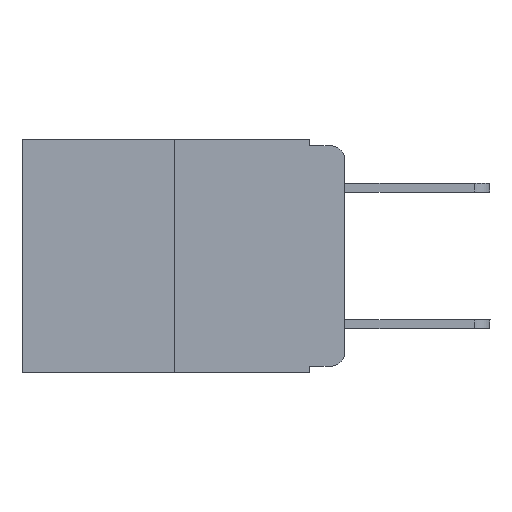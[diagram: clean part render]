
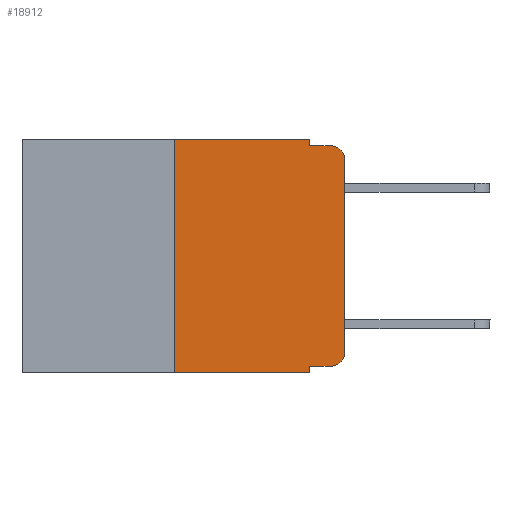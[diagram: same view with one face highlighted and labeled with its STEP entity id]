
A CAD part, left-side view. The second image highlights one B-rep face of the part: STEP entity #18912.
In plain terms, the highlighted planar face has unit normal (-1, 0, 0).
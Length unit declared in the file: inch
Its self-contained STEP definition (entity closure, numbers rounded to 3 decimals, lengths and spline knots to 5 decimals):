
#340 = DIRECTION ( 'NONE',  ( 0., 0., -1. ) ) ;
#826 = AXIS2_PLACEMENT_3D ( 'NONE', #13901, #15610, #20161 ) ;
#1032 = PLANE ( 'NONE',  #826 ) ;
#1034 = CARTESIAN_POINT ( 'NONE',  ( 0., 0.051, 0. ) ) ;
#1200 = VECTOR ( 'NONE', #10960, 39.37008 ) ;
#1948 = LINE ( 'NONE', #1034, #7254 ) ;
#2015 = VERTEX_POINT ( 'NONE', #2358 ) ;
#2358 = CARTESIAN_POINT ( 'NONE',  ( 0., 0.02, -0.01 ) ) ;
#2719 = CARTESIAN_POINT ( 'NONE',  ( 0., 0.051, 0. ) ) ;
#2967 = EDGE_CURVE ( 'NONE', #10100, #12967, #7143, .T. ) ;
#3278 = EDGE_CURVE ( 'NONE', #10855, #5809, #10420, .T. ) ;
#3658 = CARTESIAN_POINT ( 'NONE',  ( 0., 0.473, -0.343 ) ) ;
#4203 = DIRECTION ( 'NONE',  ( 0., 0., 1. ) ) ;
#5055 = DIRECTION ( 'NONE',  ( -1., 0., 0. ) ) ;
#5123 = VECTOR ( 'NONE', #5779, 39.37008 ) ;
#5301 = LINE ( 'NONE', #13822, #17920 ) ;
#5680 = CARTESIAN_POINT ( 'NONE',  ( 0., 0., -0.313 ) ) ;
#5770 = CARTESIAN_POINT ( 'NONE',  ( 0., 0.051, -0.01 ) ) ;
#5779 = DIRECTION ( 'NONE',  ( 0., 0., -1. ) ) ;
#5809 = VERTEX_POINT ( 'NONE', #5770 ) ;
#6016 = CARTESIAN_POINT ( 'NONE',  ( 0., 0.25, -0.343 ) ) ;
#6348 = EDGE_CURVE ( 'NONE', #5809, #2015, #8355, .T. ) ;
#6489 = ORIENTED_EDGE ( 'NONE', *, *, #2967, .T. ) ;
#6596 = DIRECTION ( 'NONE',  ( 0., 0., -1. ) ) ;
#6972 = EDGE_CURVE ( 'NONE', #11724, #20763, #5301, .T. ) ;
#7143 = LINE ( 'NONE', #3658, #16270 ) ;
#7254 = VECTOR ( 'NONE', #8374, 39.37008 ) ;
#7336 = VECTOR ( 'NONE', #10769, 39.37008 ) ;
#7542 = VERTEX_POINT ( 'NONE', #11355 ) ;
#7652 = ORIENTED_EDGE ( 'NONE', *, *, #6972, .T. ) ;
#7984 = EDGE_CURVE ( 'NONE', #19874, #12967, #1948, .T. ) ;
#8024 = FACE_OUTER_BOUND ( 'NONE', #16296, .T. ) ;
#8355 = LINE ( 'NONE', #18956, #7336 ) ;
#8374 = DIRECTION ( 'NONE',  ( 0., 0., -1. ) ) ;
#8944 = DIRECTION ( 'NONE',  ( 0., 0., 1. ) ) ;
#9069 = CARTESIAN_POINT ( 'NONE',  ( 0., 0.25, 0. ) ) ;
#9830 = CARTESIAN_POINT ( 'NONE',  ( 0., 0.02, -0.313 ) ) ;
#9919 = EDGE_CURVE ( 'NONE', #7542, #10855, #20302, .T. ) ;
#10100 = VERTEX_POINT ( 'NONE', #6016 ) ;
#10314 = ORIENTED_EDGE ( 'NONE', *, *, #13692, .T. ) ;
#10420 = LINE ( 'NONE', #2719, #5123 ) ;
#10509 = ORIENTED_EDGE ( 'NONE', *, *, #3278, .F. ) ;
#10600 = AXIS2_PLACEMENT_3D ( 'NONE', #9830, #5055, #6596 ) ;
#10711 = CARTESIAN_POINT ( 'NONE',  ( 0., 0., -0.03 ) ) ;
#10769 = DIRECTION ( 'NONE',  ( 0., -1., 0. ) ) ;
#10855 = VERTEX_POINT ( 'NONE', #19648 ) ;
#10960 = DIRECTION ( 'NONE',  ( 0., -1., 0. ) ) ;
#11128 = EDGE_CURVE ( 'NONE', #10100, #7542, #14095, .T. ) ;
#11228 = CARTESIAN_POINT ( 'NONE',  ( 0., 0.051, -0.333 ) ) ;
#11303 = EDGE_CURVE ( 'NONE', #19874, #15889, #13308, .T. ) ;
#11355 = CARTESIAN_POINT ( 'NONE',  ( 0., 0.25, 0. ) ) ;
#11724 = VERTEX_POINT ( 'NONE', #5680 ) ;
#12441 = CARTESIAN_POINT ( 'NONE',  ( 0., 0.051, -0.333 ) ) ;
#12688 = CARTESIAN_POINT ( 'NONE',  ( 0., 0.051, -0.343 ) ) ;
#12788 = ORIENTED_EDGE ( 'NONE', *, *, #11128, .F. ) ;
#12824 = ORIENTED_EDGE ( 'NONE', *, *, #11303, .T. ) ;
#12967 = VERTEX_POINT ( 'NONE', #12688 ) ;
#13308 = LINE ( 'NONE', #12441, #1200 ) ;
#13349 = CIRCLE ( 'NONE', #19255, 0.02 ) ;
#13475 = DIRECTION ( 'NONE',  ( -1., 0., 0. ) ) ;
#13491 = CARTESIAN_POINT ( 'NONE',  ( 0., 0.473, 0. ) ) ;
#13692 = EDGE_CURVE ( 'NONE', #15889, #11724, #16069, .T. ) ;
#13822 = CARTESIAN_POINT ( 'NONE',  ( 0., 0., 0. ) ) ;
#13901 = CARTESIAN_POINT ( 'NONE',  ( 0., 0.473, 0. ) ) ;
#14095 = LINE ( 'NONE', #9069, #14840 ) ;
#14153 = ORIENTED_EDGE ( 'NONE', *, *, #9919, .F. ) ;
#14316 = CARTESIAN_POINT ( 'NONE',  ( 0., 0.02, -0.333 ) ) ;
#14740 = DIRECTION ( 'NONE',  ( 0., -1., 0. ) ) ;
#14840 = VECTOR ( 'NONE', #4203, 39.37008 ) ;
#15257 = ORIENTED_EDGE ( 'NONE', *, *, #6348, .F. ) ;
#15495 = ORIENTED_EDGE ( 'NONE', *, *, #7984, .F. ) ;
#15610 = DIRECTION ( 'NONE',  ( 1., 0., 0. ) ) ;
#15889 = VERTEX_POINT ( 'NONE', #14316 ) ;
#16054 = VECTOR ( 'NONE', #20245, 39.37008 ) ;
#16069 = CIRCLE ( 'NONE', #10600, 0.02 ) ;
#16270 = VECTOR ( 'NONE', #14740, 39.37008 ) ;
#16296 = EDGE_LOOP ( 'NONE', ( #7652, #16961, #15257, #10509, #14153, #12788, #6489, #15495, #12824, #10314 ) ) ;
#16961 = ORIENTED_EDGE ( 'NONE', *, *, #20509, .T. ) ;
#17920 = VECTOR ( 'NONE', #8944, 39.37008 ) ;
#18912 = ADVANCED_FACE ( 'NONE', ( #8024 ), #1032, .F. ) ;
#18956 = CARTESIAN_POINT ( 'NONE',  ( 0., 0.051, -0.01 ) ) ;
#19255 = AXIS2_PLACEMENT_3D ( 'NONE', #19742, #13475, #340 ) ;
#19648 = CARTESIAN_POINT ( 'NONE',  ( 0., 0.051, 0. ) ) ;
#19742 = CARTESIAN_POINT ( 'NONE',  ( 0., 0.02, -0.03 ) ) ;
#19874 = VERTEX_POINT ( 'NONE', #11228 ) ;
#20161 = DIRECTION ( 'NONE',  ( 0., 0., -1. ) ) ;
#20245 = DIRECTION ( 'NONE',  ( 0., -1., 0. ) ) ;
#20302 = LINE ( 'NONE', #13491, #16054 ) ;
#20509 = EDGE_CURVE ( 'NONE', #20763, #2015, #13349, .T. ) ;
#20763 = VERTEX_POINT ( 'NONE', #10711 ) ;
